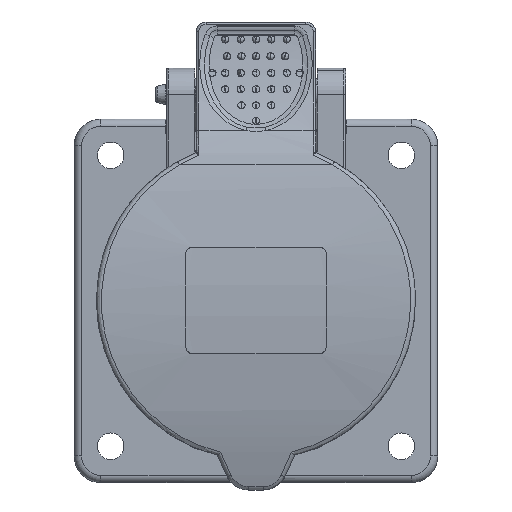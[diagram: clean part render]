
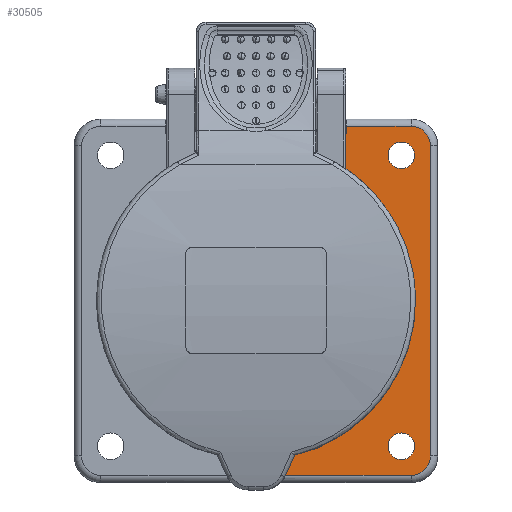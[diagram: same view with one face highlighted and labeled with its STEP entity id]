
A CAD part, top view. The second image highlights one B-rep face of the part: STEP entity #30505.
In plain terms, the highlighted planar face has unit normal (0, 0, 1).
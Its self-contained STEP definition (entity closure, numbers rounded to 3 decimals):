
#314 = DIRECTION ( 'NONE',  ( 0., 0., -1. ) ) ;
#334 = VERTEX_POINT ( 'NONE', #14462 ) ;
#379 = CIRCLE ( 'NONE', #21866, 4. ) ;
#447 = VERTEX_POINT ( 'NONE', #27908 ) ;
#680 = DIRECTION ( 'NONE',  ( 0., 1., 0. ) ) ;
#724 = LINE ( 'NONE', #36361, #3334 ) ;
#781 = DIRECTION ( 'NONE',  ( 0., 0., -1. ) ) ;
#1054 = CIRCLE ( 'NONE', #36130, 2.75 ) ;
#1185 = CIRCLE ( 'NONE', #22693, 4. ) ;
#2475 = EDGE_LOOP ( 'NONE', ( #8880, #6615 ) ) ;
#2969 = CARTESIAN_POINT ( 'NONE',  ( -270., 530., 45.9 ) ) ;
#3155 = VERTEX_POINT ( 'NONE', #8692 ) ;
#3334 = VECTOR ( 'NONE', #33462, 1000. ) ;
#3492 = DIRECTION ( 'NONE',  ( -1., 0., 0. ) ) ;
#3677 = CARTESIAN_POINT ( 'NONE',  ( -270., 530., 45.9 ) ) ;
#3727 = ORIENTED_EDGE ( 'NONE', *, *, #30470, .T. ) ;
#3931 = CARTESIAN_POINT ( 'NONE',  ( -284.7, 500.5, 45.9 ) ) ;
#3938 = CARTESIAN_POINT ( 'NONE',  ( -270., 470., 45.9 ) ) ;
#4813 = CARTESIAN_POINT ( 'NONE',  ( -300., 500.5, 45.9 ) ) ;
#5166 = DIRECTION ( 'NONE',  ( 0., 1., 0. ) ) ;
#5185 = FACE_BOUND ( 'NONE', #2475, .T. ) ;
#5202 = AXIS2_PLACEMENT_3D ( 'NONE', #4813, #28488, #19077 ) ;
#5283 = EDGE_CURVE ( 'NONE', #20497, #32774, #1054, .T. ) ;
#6062 = DIRECTION ( 'NONE',  ( 0., 1., 0. ) ) ;
#6595 = CARTESIAN_POINT ( 'NONE',  ( -284.7, 529.126, 45.9 ) ) ;
#6615 = ORIENTED_EDGE ( 'NONE', *, *, #12909, .T. ) ;
#7035 = VECTOR ( 'NONE', #27952, 1000. ) ;
#7197 = CARTESIAN_POINT ( 'NONE',  ( -294.472, 464., 45.9 ) ) ;
#7247 = CIRCLE ( 'NONE', #24441, 7.177 ) ;
#7338 = EDGE_CURVE ( 'NONE', #33135, #24113, #379, .T. ) ;
#7684 = CARTESIAN_POINT ( 'NONE',  ( -264., 500.5, 45.9 ) ) ;
#7885 = LINE ( 'NONE', #7684, #14413 ) ;
#7917 = VERTEX_POINT ( 'NONE', #8469 ) ;
#8233 = DIRECTION ( 'NONE',  ( 0., 0., -1. ) ) ;
#8469 = CARTESIAN_POINT ( 'NONE',  ( -284.7, 534.195, 45.9 ) ) ;
#8470 = CARTESIAN_POINT ( 'NONE',  ( -281.3, 534.339, 45.9 ) ) ;
#8478 = DIRECTION ( 'NONE',  ( 0., 1., 0. ) ) ;
#8480 = VERTEX_POINT ( 'NONE', #7197 ) ;
#8692 = CARTESIAN_POINT ( 'NONE',  ( -282., 534.195, 45.9 ) ) ;
#8880 = ORIENTED_EDGE ( 'NONE', *, *, #5283, .T. ) ;
#9019 = EDGE_CURVE ( 'NONE', #18784, #9203, #1185, .T. ) ;
#9203 = VERTEX_POINT ( 'NONE', #22107 ) ;
#9261 = CARTESIAN_POINT ( 'NONE',  ( -283.9, 534.195, 45.9 ) ) ;
#9511 = AXIS2_PLACEMENT_3D ( 'NONE', #2969, #26462, #23555 ) ;
#9858 = CARTESIAN_POINT ( 'NONE',  ( -268., 464., 45.9 ) ) ;
#10251 = CARTESIAN_POINT ( 'NONE',  ( -292.856, 467.885, 45.9 ) ) ;
#11095 = DIRECTION ( 'NONE',  ( 0., 0., 1. ) ) ;
#11333 = CARTESIAN_POINT ( 'NONE',  ( -264., 532., 45.9 ) ) ;
#11353 = AXIS2_PLACEMENT_3D ( 'NONE', #3677, #781, #27343 ) ;
#12004 = ORIENTED_EDGE ( 'NONE', *, *, #16321, .T. ) ;
#12121 = EDGE_CURVE ( 'NONE', #31509, #3155, #18198, .T. ) ;
#12240 = DIRECTION ( 'NONE',  ( 0., -1., 0. ) ) ;
#12404 = VECTOR ( 'NONE', #31611, 1000. ) ;
#12647 = CARTESIAN_POINT ( 'NONE',  ( -300., 468.577, 45.9 ) ) ;
#12909 = EDGE_CURVE ( 'NONE', #32774, #20497, #14010, .T. ) ;
#13112 = CARTESIAN_POINT ( 'NONE',  ( -281.3, 534.932, 45.9 ) ) ;
#13495 = EDGE_LOOP ( 'NONE', ( #26710, #12004, #27442, #36090, #36642, #20030, #32343, #37609, #23945, #18547, #36896 ) ) ;
#13512 = LINE ( 'NONE', #3931, #19069 ) ;
#13688 = CARTESIAN_POINT ( 'NONE',  ( -282., 534.195, 45.9 ) ) ;
#13937 = CARTESIAN_POINT ( 'NONE',  ( -270., 472.75, 45.9 ) ) ;
#14010 = CIRCLE ( 'NONE', #28172, 2.75 ) ;
#14251 = LINE ( 'NONE', #8470, #12404 ) ;
#14413 = VECTOR ( 'NONE', #31596, 1000. ) ;
#14462 = CARTESIAN_POINT ( 'NONE',  ( -270., 532.75, 45.9 ) ) ;
#15514 = CARTESIAN_POINT ( 'NONE',  ( -270., 470., 45.9 ) ) ;
#16321 = EDGE_CURVE ( 'NONE', #7917, #29248, #13512, .T. ) ;
#17936 = EDGE_CURVE ( 'NONE', #8480, #18784, #724, .T. ) ;
#18198 =( BOUNDED_CURVE ( )  B_SPLINE_CURVE ( 3, ( #25621, #19653, #37396, #13688 ),
 .UNSPECIFIED., .F., .T. ) 
 B_SPLINE_CURVE_WITH_KNOTS ( ( 4, 4 ),
 ( 1.571, 3.142 ),
 .UNSPECIFIED. ) 
 CURVE ( )  GEOMETRIC_REPRESENTATION_ITEM ( )  RATIONAL_B_SPLINE_CURVE ( ( 1., 0.805, 0.805, 1. ) ) 
 REPRESENTATION_ITEM ( '' )  );
#18267 = EDGE_LOOP ( 'NONE', ( #30087, #3727 ) ) ;
#18547 = ORIENTED_EDGE ( 'NONE', *, *, #25162, .T. ) ;
#18716 = LINE ( 'NONE', #27578, #7035 ) ;
#18784 = VERTEX_POINT ( 'NONE', #9858 ) ;
#18928 = VERTEX_POINT ( 'NONE', #10251 ) ;
#19069 = VECTOR ( 'NONE', #12240, 1000. ) ;
#19077 = DIRECTION ( 'NONE',  ( 1., 0., 0. ) ) ;
#19444 = FACE_BOUND ( 'NONE', #18267, .T. ) ;
#19653 = CARTESIAN_POINT ( 'NONE',  ( -281.3, 534.5, 45.9 ) ) ;
#19655 = CARTESIAN_POINT ( 'NONE',  ( -268., 468., 45.9 ) ) ;
#20030 = ORIENTED_EDGE ( 'NONE', *, *, #9019, .T. ) ;
#20118 = EDGE_CURVE ( 'NONE', #3155, #7917, #32964, .T. ) ;
#20317 = CIRCLE ( 'NONE', #31457, 32.9 ) ;
#20497 = VERTEX_POINT ( 'NONE', #26551 ) ;
#21778 = CIRCLE ( 'NONE', #11353, 2.75 ) ;
#21866 = AXIS2_PLACEMENT_3D ( 'NONE', #29165, #11095, #6062 ) ;
#22107 = CARTESIAN_POINT ( 'NONE',  ( -264., 468., 45.9 ) ) ;
#22693 = AXIS2_PLACEMENT_3D ( 'NONE', #19655, #29085, #8478 ) ;
#23207 = EDGE_CURVE ( 'NONE', #18928, #8480, #7247, .T. ) ;
#23265 = CARTESIAN_POINT ( 'NONE',  ( -281.3, 536., 45.9 ) ) ;
#23555 = DIRECTION ( 'NONE',  ( 0., 1., 0. ) ) ;
#23804 = DIRECTION ( 'NONE',  ( 0., 1., 0. ) ) ;
#23945 = ORIENTED_EDGE ( 'NONE', *, *, #33976, .T. ) ;
#24113 = VERTEX_POINT ( 'NONE', #33348 ) ;
#24441 = AXIS2_PLACEMENT_3D ( 'NONE', #12647, #27461, #23804 ) ;
#24525 = DIRECTION ( 'NONE',  ( 0., 0., -1. ) ) ;
#25162 = EDGE_CURVE ( 'NONE', #34444, #31509, #14251, .T. ) ;
#25217 = FACE_OUTER_BOUND ( 'NONE', #13495, .T. ) ;
#25396 = PLANE ( 'NONE',  #5202 ) ;
#25621 = CARTESIAN_POINT ( 'NONE',  ( -281.3, 534.932, 45.9 ) ) ;
#26462 = DIRECTION ( 'NONE',  ( 0., 0., -1. ) ) ;
#26551 = CARTESIAN_POINT ( 'NONE',  ( -270., 467.25, 45.9 ) ) ;
#26710 = ORIENTED_EDGE ( 'NONE', *, *, #20118, .T. ) ;
#27343 = DIRECTION ( 'NONE',  ( 0., 1., 0. ) ) ;
#27442 = ORIENTED_EDGE ( 'NONE', *, *, #37687, .T. ) ;
#27461 = DIRECTION ( 'NONE',  ( 0., 0., -1. ) ) ;
#27578 = CARTESIAN_POINT ( 'NONE',  ( -281.5, 536., 45.9 ) ) ;
#27908 = CARTESIAN_POINT ( 'NONE',  ( -270., 527.25, 45.9 ) ) ;
#27952 = DIRECTION ( 'NONE',  ( -1., 0., 0. ) ) ;
#27962 = CIRCLE ( 'NONE', #9511, 2.75 ) ;
#28172 = AXIS2_PLACEMENT_3D ( 'NONE', #3938, #24525, #680 ) ;
#28488 = DIRECTION ( 'NONE',  ( 0., 0., 1. ) ) ;
#29085 = DIRECTION ( 'NONE',  ( 0., 0., 1. ) ) ;
#29165 = CARTESIAN_POINT ( 'NONE',  ( -268., 532., 45.9 ) ) ;
#29248 = VERTEX_POINT ( 'NONE', #6595 ) ;
#29587 = DIRECTION ( 'NONE',  ( 0., 1., 0. ) ) ;
#30087 = ORIENTED_EDGE ( 'NONE', *, *, #30996, .T. ) ;
#30470 = EDGE_CURVE ( 'NONE', #447, #334, #21778, .T. ) ;
#30505 = ADVANCED_FACE ( 'NONE', ( #25217, #5185, #19444 ), #25396, .T. ) ;
#30552 = EDGE_CURVE ( 'NONE', #9203, #33135, #7885, .T. ) ;
#30996 = EDGE_CURVE ( 'NONE', #334, #447, #27962, .T. ) ;
#31457 = AXIS2_PLACEMENT_3D ( 'NONE', #31579, #8233, #5166 ) ;
#31509 = VERTEX_POINT ( 'NONE', #13112 ) ;
#31579 = CARTESIAN_POINT ( 'NONE',  ( -300., 500., 45.9 ) ) ;
#31596 = DIRECTION ( 'NONE',  ( 0., 1., 0. ) ) ;
#31611 = DIRECTION ( 'NONE',  ( 0., -1., 0. ) ) ;
#32343 = ORIENTED_EDGE ( 'NONE', *, *, #30552, .T. ) ;
#32358 = VECTOR ( 'NONE', #3492, 1000. ) ;
#32774 = VERTEX_POINT ( 'NONE', #13937 ) ;
#32964 = LINE ( 'NONE', #9261, #32358 ) ;
#33135 = VERTEX_POINT ( 'NONE', #11333 ) ;
#33348 = CARTESIAN_POINT ( 'NONE',  ( -268., 536., 45.9 ) ) ;
#33462 = DIRECTION ( 'NONE',  ( 1., 0., 0. ) ) ;
#33976 = EDGE_CURVE ( 'NONE', #24113, #34444, #18716, .T. ) ;
#34444 = VERTEX_POINT ( 'NONE', #23265 ) ;
#36090 = ORIENTED_EDGE ( 'NONE', *, *, #23207, .T. ) ;
#36130 = AXIS2_PLACEMENT_3D ( 'NONE', #15514, #314, #29587 ) ;
#36361 = CARTESIAN_POINT ( 'NONE',  ( -268., 464., 45.9 ) ) ;
#36642 = ORIENTED_EDGE ( 'NONE', *, *, #17936, .T. ) ;
#36896 = ORIENTED_EDGE ( 'NONE', *, *, #12121, .T. ) ;
#37396 = CARTESIAN_POINT ( 'NONE',  ( -281.59, 534.195, 45.9 ) ) ;
#37609 = ORIENTED_EDGE ( 'NONE', *, *, #7338, .T. ) ;
#37687 = EDGE_CURVE ( 'NONE', #29248, #18928, #20317, .T. ) ;
